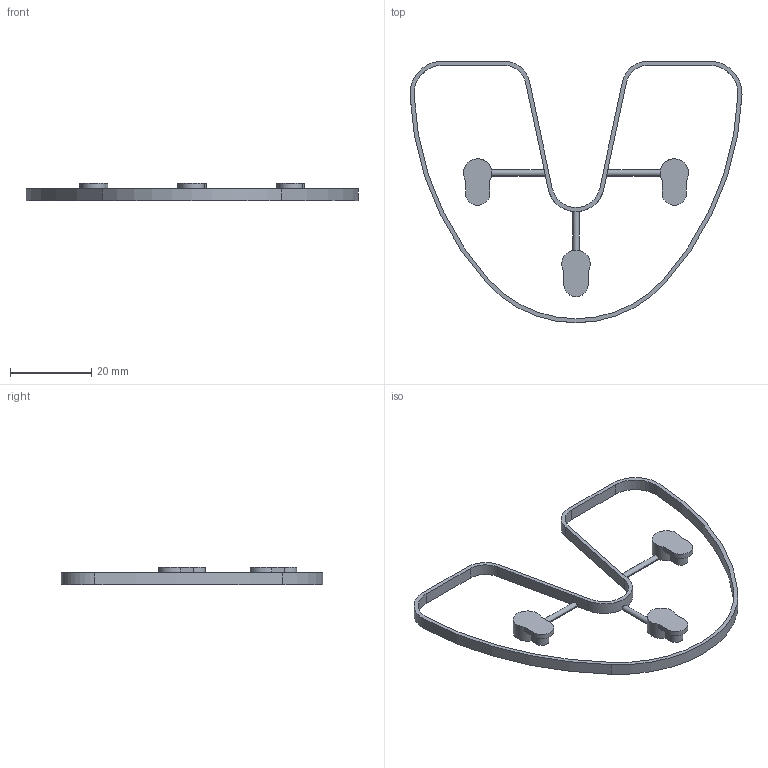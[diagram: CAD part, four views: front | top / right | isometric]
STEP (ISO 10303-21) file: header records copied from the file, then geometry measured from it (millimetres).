
FILE_DESCRIPTION(/* description */ (''),/* implementation_level */ '2;1');
FILE_NAME(/* name */ 'Subtraktionskörper_.stp',/* time_stamp */ '2025-12-03T14:12:37+01:00',/* author */ (''),/* organization */ (''),/* preprocessor_version */ 'ST-DEVELOPER v20',/* originating_system */ 'SIEMENS PLM Software NX2412.4001',/* authorisation */ '');
FILE_SCHEMA (('AUTOMOTIVE_DESIGN { 1 0 10303 214 3 1 1 1 }'));
Length unit declared in the file: millimetre
Products named in the file (1): Subtraktionskörper_
Bounding box: 81.88 x 64.5 x 4.2 mm (x, y, z)
Volume: 1584.7 mm3; surface area: 3161 mm2
Topology: 1 solids, 1 shells, 68 faces, 198 edges, 132 vertices
Faces by surface type: plane 37, cylinder 28, cone 3
Entity records: 2449 total; most frequent: CARTESIAN_POINT 600, ORIENTED_EDGE 396, DIRECTION 376, EDGE_CURVE 198, VERTEX_POINT 132, AXIS2_PLACEMENT_3D 131, LINE 114, VECTOR 114
